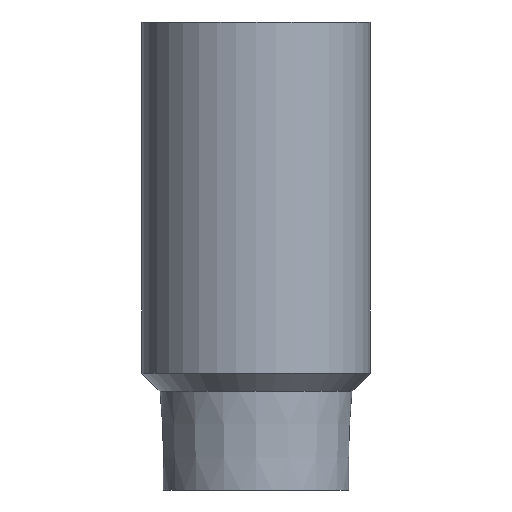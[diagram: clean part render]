
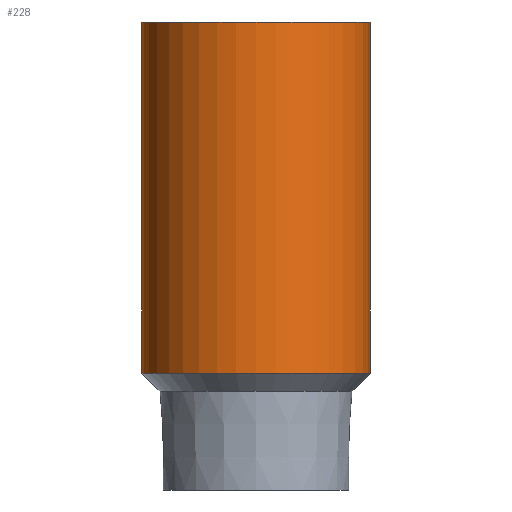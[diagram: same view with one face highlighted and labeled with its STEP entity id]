
A CAD part, front view. The second image highlights one B-rep face of the part: STEP entity #228.
In plain terms, the highlighted cylindrical face has radius 20 mm (diameter 40 mm), a full revolution.
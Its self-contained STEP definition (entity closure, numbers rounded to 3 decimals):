
#28=CYLINDRICAL_SURFACE('',#278,20.);
#37=LINE('',#610,#47);
#38=LINE('',#611,#48);
#47=VECTOR('',#351,20.);
#48=VECTOR('',#352,20.);
#57=CIRCLE('',#272,20.);
#58=CIRCLE('',#273,20.);
#60=CIRCLE('',#279,20.);
#77=FACE_OUTER_BOUND('',#94,.T.);
#94=EDGE_LOOP('',(#200,#201,#202,#203,#204,#205,#206,#207,#208));
#102=ELLIPSE('',#255,29.732,20.);
#104=ELLIPSE('',#257,29.732,20.);
#107=VERTEX_POINT('',#512);
#108=VERTEX_POINT('',#513);
#117=VERTEX_POINT('',#596);
#118=VERTEX_POINT('',#598);
#120=VERTEX_POINT('',#608);
#126=EDGE_CURVE('',#108,#107,#102,.T.);
#128=EDGE_CURVE('',#107,#108,#104,.T.);
#144=EDGE_CURVE('',#118,#117,#57,.T.);
#145=EDGE_CURVE('',#117,#118,#58,.T.);
#148=EDGE_CURVE('',#120,#120,#60,.T.);
#149=EDGE_CURVE('',#120,#108,#37,.T.);
#150=EDGE_CURVE('',#108,#118,#38,.T.);
#200=ORIENTED_EDGE('',*,*,#148,.F.);
#201=ORIENTED_EDGE('',*,*,#149,.T.);
#202=ORIENTED_EDGE('',*,*,#150,.T.);
#203=ORIENTED_EDGE('',*,*,#144,.T.);
#204=ORIENTED_EDGE('',*,*,#145,.T.);
#205=ORIENTED_EDGE('',*,*,#150,.F.);
#206=ORIENTED_EDGE('',*,*,#128,.F.);
#207=ORIENTED_EDGE('',*,*,#126,.F.);
#208=ORIENTED_EDGE('',*,*,#149,.F.);
#228=ADVANCED_FACE('',(#77),#28,.T.);
#255=AXIS2_PLACEMENT_3D('',#515,#293,#294);
#257=AXIS2_PLACEMENT_3D('',#567,#297,#298);
#272=AXIS2_PLACEMENT_3D('',#599,#334,#335);
#273=AXIS2_PLACEMENT_3D('',#600,#336,#337);
#278=AXIS2_PLACEMENT_3D('',#607,#347,#348);
#279=AXIS2_PLACEMENT_3D('',#609,#349,#350);
#293=DIRECTION('center_axis',(0.,0.74,-0.673));
#294=DIRECTION('ref_axis',(0.,0.673,0.74));
#297=DIRECTION('center_axis',(0.,0.74,0.673));
#298=DIRECTION('ref_axis',(0.,0.673,-0.74));
#334=DIRECTION('center_axis',(0.,0.,1.));
#335=DIRECTION('ref_axis',(1.,0.,0.));
#336=DIRECTION('center_axis',(0.,0.,1.));
#337=DIRECTION('ref_axis',(1.,0.,0.));
#347=DIRECTION('center_axis',(0.,0.,1.));
#348=DIRECTION('ref_axis',(1.,0.,0.));
#349=DIRECTION('center_axis',(0.,0.,1.));
#350=DIRECTION('ref_axis',(1.,0.,0.));
#351=DIRECTION('',(0.,0.,-1.));
#352=DIRECTION('',(0.,0.,-1.));
#512=CARTESIAN_POINT('',(20.,0.,0.));
#513=CARTESIAN_POINT('',(-20.,0.,0.));
#515=CARTESIAN_POINT('Origin',(0.,0.,0.));
#567=CARTESIAN_POINT('Origin',(0.,0.,0.));
#596=CARTESIAN_POINT('',(0.,-20.,-23.519));
#598=CARTESIAN_POINT('',(-20.,0.,-23.519));
#599=CARTESIAN_POINT('Origin',(0.,0.,-23.519));
#600=CARTESIAN_POINT('Origin',(0.,0.,-23.519));
#607=CARTESIAN_POINT('Origin',(0.,0.,0.));
#608=CARTESIAN_POINT('',(-20.,0.,38.));
#609=CARTESIAN_POINT('Origin',(0.,0.,38.));
#610=CARTESIAN_POINT('',(-20.,0.,0.));
#611=CARTESIAN_POINT('',(-20.,0.,0.));
